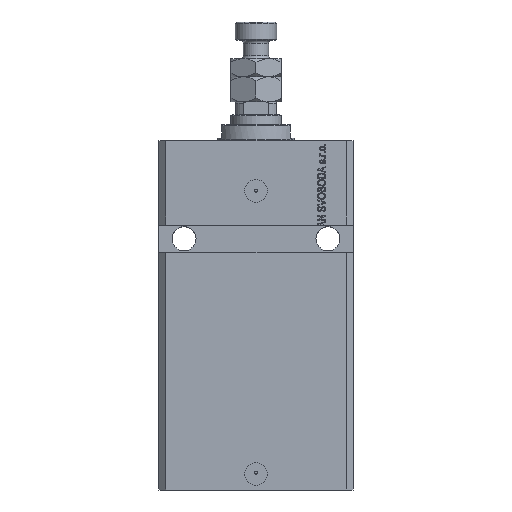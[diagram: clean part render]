
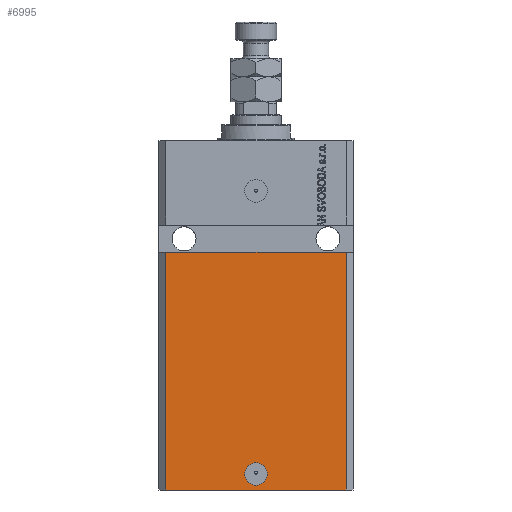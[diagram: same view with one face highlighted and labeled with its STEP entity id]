
A CAD part, front view. The second image highlights one B-rep face of the part: STEP entity #6995.
In plain terms, the highlighted planar face has unit normal (0, -1, 0).
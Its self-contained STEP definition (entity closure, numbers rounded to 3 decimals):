
#1978 = VECTOR ( 'NONE', #26612, 1000. ) ;
#2420 = DIRECTION ( 'NONE',  ( 1., 0., 0. ) ) ;
#4744 = LINE ( 'NONE', #5203, #1978 ) ;
#5203 = CARTESIAN_POINT ( 'NONE',  ( -39.5, -31.5, -153. ) ) ;
#5731 = CARTESIAN_POINT ( 'NONE',  ( 0., -31.5, -146. ) ) ;
#5906 = EDGE_LOOP ( 'NONE', ( #45180, #16577, #25138, #13837 ) ) ;
#6995 = ADVANCED_FACE ( 'NONE', ( #44365, #36629 ), #37311, .T. ) ;
#7809 = VECTOR ( 'NONE', #41982, 1000. ) ;
#7818 = CARTESIAN_POINT ( 'NONE',  ( -39.5, -31.5, -49. ) ) ;
#9811 = LINE ( 'NONE', #20188, #39489 ) ;
#11710 = CARTESIAN_POINT ( 'NONE',  ( -39.5, -31.5, -153. ) ) ;
#12007 = CARTESIAN_POINT ( 'NONE',  ( 39.5, -31.5, -49. ) ) ;
#12373 = DIRECTION ( 'NONE',  ( 1., 0., 0. ) ) ;
#13837 = ORIENTED_EDGE ( 'NONE', *, *, #40331, .T. ) ;
#16577 = ORIENTED_EDGE ( 'NONE', *, *, #23098, .F. ) ;
#19674 = LINE ( 'NONE', #40564, #41642 ) ;
#20158 = CARTESIAN_POINT ( 'NONE',  ( -39.5, -31.5, -153. ) ) ;
#20188 = CARTESIAN_POINT ( 'NONE',  ( 39.5, -31.5, -153. ) ) ;
#20422 = DIRECTION ( 'NONE',  ( 0., -1., 0. ) ) ;
#20793 = VERTEX_POINT ( 'NONE', #38987 ) ;
#20986 = VERTEX_POINT ( 'NONE', #28381 ) ;
#22916 = CARTESIAN_POINT ( 'NONE',  ( -39.5, -31.5, -153. ) ) ;
#23098 = EDGE_CURVE ( 'NONE', #37582, #30184, #4744, .T. ) ;
#23848 = DIRECTION ( 'NONE',  ( 0., -1., 0. ) ) ;
#24121 = LINE ( 'NONE', #20158, #7809 ) ;
#24317 = ORIENTED_EDGE ( 'NONE', *, *, #25649, .F. ) ;
#25138 = ORIENTED_EDGE ( 'NONE', *, *, #34332, .T. ) ;
#25649 = EDGE_CURVE ( 'NONE', #27132, #20793, #42184, .T. ) ;
#26226 = CARTESIAN_POINT ( 'NONE',  ( -5., -31.5, -146. ) ) ;
#26612 = DIRECTION ( 'NONE',  ( 0., 0., 1. ) ) ;
#27132 = VERTEX_POINT ( 'NONE', #26226 ) ;
#28381 = CARTESIAN_POINT ( 'NONE',  ( 39.5, -31.5, -153. ) ) ;
#28584 = VERTEX_POINT ( 'NONE', #12007 ) ;
#29293 = EDGE_LOOP ( 'NONE', ( #32984, #24317 ) ) ;
#29810 = DIRECTION ( 'NONE',  ( 0., -1., 0. ) ) ;
#30184 = VERTEX_POINT ( 'NONE', #7818 ) ;
#32546 = EDGE_CURVE ( 'NONE', #30184, #28584, #19674, .T. ) ;
#32984 = ORIENTED_EDGE ( 'NONE', *, *, #38926, .F. ) ;
#34332 = EDGE_CURVE ( 'NONE', #37582, #20986, #24121, .T. ) ;
#34726 = DIRECTION ( 'NONE',  ( 1., 0., 0. ) ) ;
#36629 = FACE_OUTER_BOUND ( 'NONE', #5906, .T. ) ;
#37311 = PLANE ( 'NONE',  #42174 ) ;
#37582 = VERTEX_POINT ( 'NONE', #22916 ) ;
#38248 = CARTESIAN_POINT ( 'NONE',  ( 0., -31.5, -146. ) ) ;
#38414 = AXIS2_PLACEMENT_3D ( 'NONE', #38248, #20422, #34726 ) ;
#38926 = EDGE_CURVE ( 'NONE', #20793, #27132, #45483, .T. ) ;
#38987 = CARTESIAN_POINT ( 'NONE',  ( 5., -31.5, -146. ) ) ;
#39489 = VECTOR ( 'NONE', #44846, 1000. ) ;
#40331 = EDGE_CURVE ( 'NONE', #20986, #28584, #9811, .T. ) ;
#40564 = CARTESIAN_POINT ( 'NONE',  ( -42.5, -31.5, -49. ) ) ;
#41642 = VECTOR ( 'NONE', #12373, 1000. ) ;
#41982 = DIRECTION ( 'NONE',  ( 1., 0., 0. ) ) ;
#42174 = AXIS2_PLACEMENT_3D ( 'NONE', #11710, #29810, #44137 ) ;
#42184 = CIRCLE ( 'NONE', #38414, 5. ) ;
#43966 = AXIS2_PLACEMENT_3D ( 'NONE', #5731, #23848, #2420 ) ;
#44137 = DIRECTION ( 'NONE',  ( 0., 0., -1. ) ) ;
#44365 = FACE_BOUND ( 'NONE', #29293, .T. ) ;
#44846 = DIRECTION ( 'NONE',  ( 0., 0., 1. ) ) ;
#45180 = ORIENTED_EDGE ( 'NONE', *, *, #32546, .F. ) ;
#45483 = CIRCLE ( 'NONE', #43966, 5. ) ;
